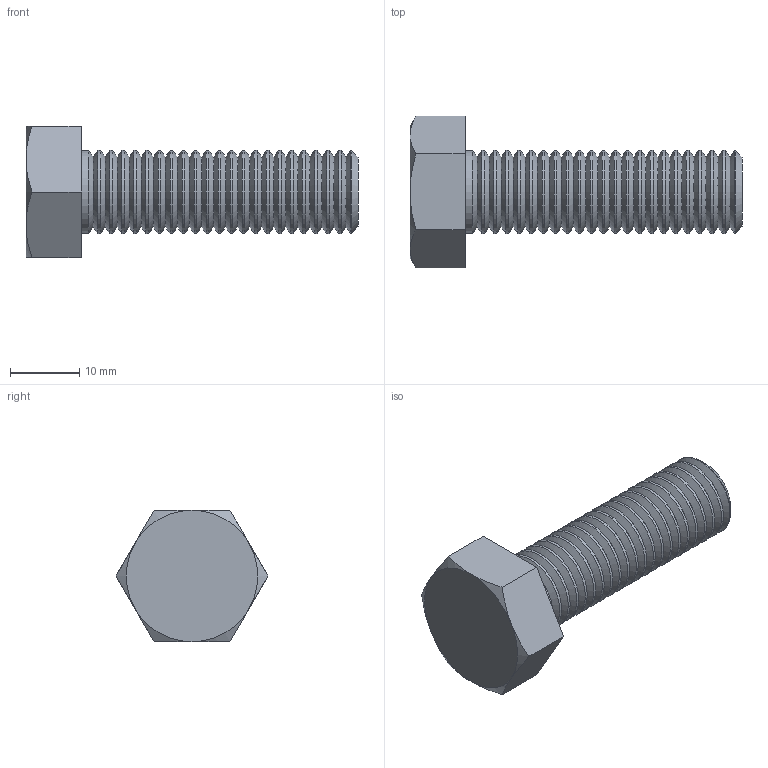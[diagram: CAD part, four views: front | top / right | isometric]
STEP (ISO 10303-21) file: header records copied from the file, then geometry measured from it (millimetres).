
FILE_DESCRIPTION (( 'STEP AP203' ), '1' );
FILE_NAME ('CLP1M-B-12-40 Áîëò øåñòèãðàííûé Ì12õ40.STEP', '2016-02-10T12:58:30', ( '' ), ( '' ), 'SwSTEP 2.0', 'SolidWorks 2014', '' );
FILE_SCHEMA (( 'CONFIG_CONTROL_DESIGN' ));
Length unit declared in the file: millimetre
Products named in the file (1): CLP1M-B-12-40 Áîëò øåñòèãðàííûé Ì12õ40
Bounding box: 47.95 x 21.94 x 19 mm (x, y, z)
Volume: 6474.5 mm3; surface area: 3294.9 mm2
Topology: 1 solids, 1 shells, 83 faces, 169 edges, 89 vertices
Faces by surface type: cone 51, cylinder 23, plane 9
Full cylindrical faces by diameter (mm): 12 x23
Entity records: 1877 total; most frequent: CARTESIAN_POINT 342, DIRECTION 330, ORIENTED_EDGE 198, AXIS2_PLACEMENT_3D 159, EDGE_LOOP 152, FACE_OUTER_BOUND 106, EDGE_CURVE 99, VERTEX_POINT 87
